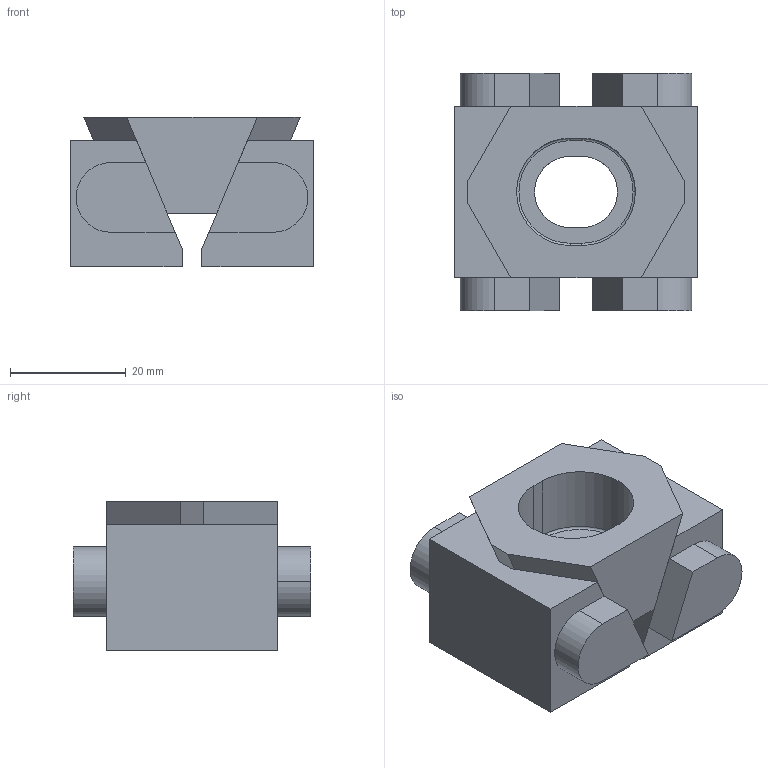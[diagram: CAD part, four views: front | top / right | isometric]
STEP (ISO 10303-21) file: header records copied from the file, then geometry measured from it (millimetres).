
FILE_DESCRIPTION (( 'STEP AP203' ), '1' );
FILE_NAME ('dk2-vt-f.STEP', '2019-12-03T08:10:52', ( '' ), ( '' ), 'SwSTEP 2.0', 'SolidWorks 2018', '' );
FILE_SCHEMA (( 'CONFIG_CONTROL_DESIGN' ));
Length unit declared in the file: millimetre
Products named in the file (4): dk2-vt-f_01; dk2-vt-f_03; dk2-vt-f; dk2-vt-f_02
Assembly tree (3 placements, depth 2):
  dk2-vt-f
    dk2-vt-f_01
    dk2-vt-f_02
    dk2-vt-f_03
Bounding box: 42 x 41 x 25.87 mm (x, y, z)
Volume: 26331.9 mm3; surface area: 10497.1 mm2
Topology: 3 solids, 3 shells, 74 faces, 189 edges, 122 vertices
Faces by surface type: plane 51, cylinder 20, torus 3
Entity records: 2628 total; most frequent: CARTESIAN_POINT 427, ORIENTED_EDGE 378, DIRECTION 370, EDGE_CURVE 189, VECTOR 144, LINE 144, VERTEX_POINT 122, AXIS2_PLACEMENT_3D 113
